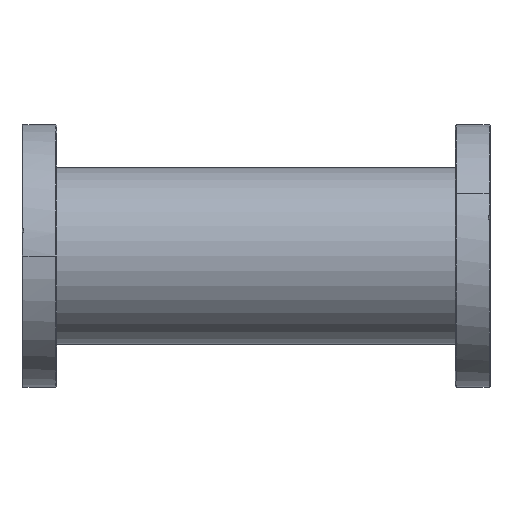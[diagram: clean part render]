
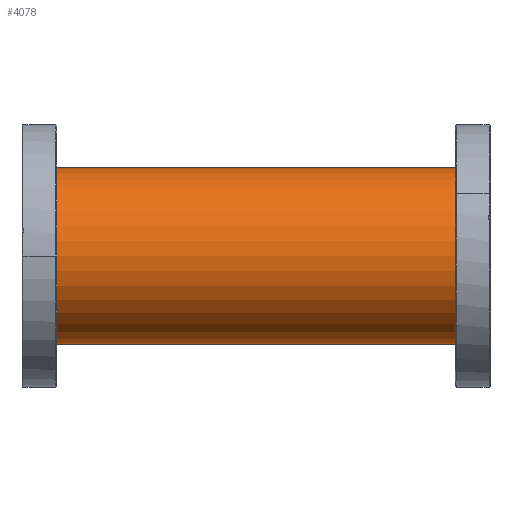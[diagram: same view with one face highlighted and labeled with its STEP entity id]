
A CAD part, front view. The second image highlights one B-rep face of the part: STEP entity #4078.
In plain terms, the highlighted cylindrical face has radius 50.8 mm (diameter 101.6 mm), a partial arc.
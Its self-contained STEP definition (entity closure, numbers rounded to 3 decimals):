
#495 = DIRECTION ( 'NONE',  ( 0., 0., 1. ) ) ;
#555 = ORIENTED_EDGE ( 'NONE', *, *, #4261, .F. ) ;
#697 = EDGE_CURVE ( 'NONE', #5822, #7785, #4795, .T. ) ;
#1174 = EDGE_CURVE ( 'NONE', #7785, #4730, #7160, .T. ) ;
#1352 = AXIS2_PLACEMENT_3D ( 'NONE', #5476, #6198, #495 ) ;
#1585 = AXIS2_PLACEMENT_3D ( 'NONE', #6346, #2070, #7052 ) ;
#1603 = CARTESIAN_POINT ( 'NONE',  ( -123.9, 0., 50.8 ) ) ;
#2070 = DIRECTION ( 'NONE',  ( 1., 0., 0. ) ) ;
#2144 = CARTESIAN_POINT ( 'NONE',  ( 123.9, 0., -50.8 ) ) ;
#2196 = DIRECTION ( 'NONE',  ( -1., 0., 0. ) ) ;
#2377 = VERTEX_POINT ( 'NONE', #9116 ) ;
#3523 = CARTESIAN_POINT ( 'NONE',  ( 123.9, 0., 0. ) ) ;
#3892 = CARTESIAN_POINT ( 'NONE',  ( 123.9, 0., 50.8 ) ) ;
#4078 = ADVANCED_FACE ( 'NONE', ( #4686 ), #6587, .T. ) ;
#4139 = ORIENTED_EDGE ( 'NONE', *, *, #697, .T. ) ;
#4242 = DIRECTION ( 'NONE',  ( 0., 0., -1. ) ) ;
#4261 = EDGE_CURVE ( 'NONE', #2377, #4730, #6254, .T. ) ;
#4559 = VECTOR ( 'NONE', #2196, 1000. ) ;
#4686 = FACE_OUTER_BOUND ( 'NONE', #7915, .T. ) ;
#4730 = VERTEX_POINT ( 'NONE', #8282 ) ;
#4795 = LINE ( 'NONE', #5780, #4559 ) ;
#5476 = CARTESIAN_POINT ( 'NONE',  ( 123.9, 0., 0. ) ) ;
#5780 = CARTESIAN_POINT ( 'NONE',  ( 123.9, 0., 50.8 ) ) ;
#5822 = VERTEX_POINT ( 'NONE', #3892 ) ;
#5993 = ORIENTED_EDGE ( 'NONE', *, *, #6718, .F. ) ;
#6198 = DIRECTION ( 'NONE',  ( -1., 0., 0. ) ) ;
#6254 = LINE ( 'NONE', #2144, #8135 ) ;
#6346 = CARTESIAN_POINT ( 'NONE',  ( -123.9, 0., 0. ) ) ;
#6424 = DIRECTION ( 'NONE',  ( -1., 0., 0. ) ) ;
#6587 = CYLINDRICAL_SURFACE ( 'NONE', #1352, 50.8 ) ;
#6718 = EDGE_CURVE ( 'NONE', #5822, #2377, #7411, .T. ) ;
#7052 = DIRECTION ( 'NONE',  ( 0., 0., -1. ) ) ;
#7160 = CIRCLE ( 'NONE', #1585, 50.8 ) ;
#7411 = CIRCLE ( 'NONE', #8543, 50.8 ) ;
#7785 = VERTEX_POINT ( 'NONE', #1603 ) ;
#7915 = EDGE_LOOP ( 'NONE', ( #555, #5993, #4139, #8185 ) ) ;
#8135 = VECTOR ( 'NONE', #6424, 1000. ) ;
#8185 = ORIENTED_EDGE ( 'NONE', *, *, #1174, .T. ) ;
#8282 = CARTESIAN_POINT ( 'NONE',  ( -123.9, 0., -50.8 ) ) ;
#8523 = DIRECTION ( 'NONE',  ( 1., 0., 0. ) ) ;
#8543 = AXIS2_PLACEMENT_3D ( 'NONE', #3523, #8523, #4242 ) ;
#9116 = CARTESIAN_POINT ( 'NONE',  ( 123.9, 0., -50.8 ) ) ;
